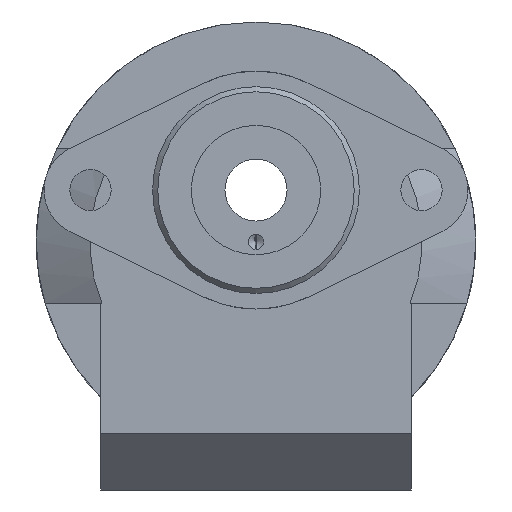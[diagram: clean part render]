
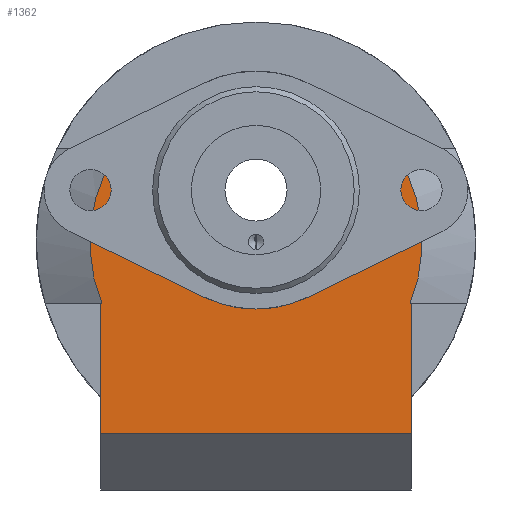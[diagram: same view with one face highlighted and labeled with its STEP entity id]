
A CAD part, left-side view. The second image highlights one B-rep face of the part: STEP entity #1362.
In plain terms, the highlighted planar face has unit normal (-1, 0, 0).
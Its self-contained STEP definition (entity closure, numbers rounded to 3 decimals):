
#52=LINE('',#2585,#103);
#53=LINE('',#2589,#104);
#54=LINE('',#2591,#105);
#55=LINE('',#2593,#106);
#56=LINE('',#2595,#107);
#57=LINE('',#2597,#108);
#58=LINE('',#2600,#109);
#103=VECTOR('',#1883,5.024);
#104=VECTOR('',#1886,0.219);
#105=VECTOR('',#1887,25.);
#106=VECTOR('',#1888,60.);
#107=VECTOR('',#1889,25.);
#108=VECTOR('',#1890,0.219);
#109=VECTOR('',#1893,5.024);
#147=PLANE('',#1533);
#345=FACE_OUTER_BOUND('',#491,.T.);
#491=EDGE_LOOP('',(#1133,#1134,#1135,#1136,#1137,#1138,#1139,#1140,#1141,
#1142));
#532=CIRCLE('',#1404,23.);
#593=CIRCLE('',#1534,32.108);
#594=CIRCLE('',#1535,32.108);
#642=VERTEX_POINT('',#2152);
#643=VERTEX_POINT('',#2154);
#727=VERTEX_POINT('',#2584);
#728=VERTEX_POINT('',#2586);
#729=VERTEX_POINT('',#2588);
#730=VERTEX_POINT('',#2590);
#731=VERTEX_POINT('',#2592);
#732=VERTEX_POINT('',#2594);
#733=VERTEX_POINT('',#2596);
#734=VERTEX_POINT('',#2598);
#773=EDGE_CURVE('',#643,#642,#532,.T.);
#870=EDGE_CURVE('',#642,#727,#52,.T.);
#871=EDGE_CURVE('',#727,#728,#593,.T.);
#872=EDGE_CURVE('',#729,#728,#53,.T.);
#873=EDGE_CURVE('',#730,#729,#54,.T.);
#874=EDGE_CURVE('',#731,#730,#55,.T.);
#875=EDGE_CURVE('',#732,#731,#56,.T.);
#876=EDGE_CURVE('',#733,#732,#57,.T.);
#877=EDGE_CURVE('',#733,#734,#594,.T.);
#878=EDGE_CURVE('',#734,#643,#58,.T.);
#1133=ORIENTED_EDGE('',*,*,#773,.T.);
#1134=ORIENTED_EDGE('',*,*,#870,.T.);
#1135=ORIENTED_EDGE('',*,*,#871,.T.);
#1136=ORIENTED_EDGE('',*,*,#872,.F.);
#1137=ORIENTED_EDGE('',*,*,#873,.F.);
#1138=ORIENTED_EDGE('',*,*,#874,.F.);
#1139=ORIENTED_EDGE('',*,*,#875,.F.);
#1140=ORIENTED_EDGE('',*,*,#876,.F.);
#1141=ORIENTED_EDGE('',*,*,#877,.T.);
#1142=ORIENTED_EDGE('',*,*,#878,.T.);
#1362=ADVANCED_FACE('',(#345),#147,.T.);
#1404=AXIS2_PLACEMENT_3D('',#2155,#1606,#1607);
#1533=AXIS2_PLACEMENT_3D('',#2583,#1881,#1882);
#1534=AXIS2_PLACEMENT_3D('',#2587,#1884,#1885);
#1535=AXIS2_PLACEMENT_3D('',#2599,#1891,#1892);
#1606=DIRECTION('center_axis',(1.,0.,0.));
#1607=DIRECTION('ref_axis',(0.,0.,1.));
#1881=DIRECTION('center_axis',(-1.,0.,0.));
#1882=DIRECTION('ref_axis',(0.,0.,1.));
#1883=DIRECTION('',(0.,1.,0.));
#1884=DIRECTION('center_axis',(-1.,0.,0.));
#1885=DIRECTION('ref_axis',(0.,0.,1.));
#1886=DIRECTION('',(0.,-1.,0.));
#1887=DIRECTION('',(0.,0.,1.));
#1888=DIRECTION('',(0.,1.,0.));
#1889=DIRECTION('',(0.,0.,-1.));
#1890=DIRECTION('',(0.,-1.,0.));
#1891=DIRECTION('center_axis',(-1.,0.,0.));
#1892=DIRECTION('ref_axis',(0.,0.,1.));
#1893=DIRECTION('',(0.,1.,0.));
#2152=CARTESIAN_POINT('',(-50.,21.564,18.));
#2154=CARTESIAN_POINT('',(-50.,-21.564,18.));
#2155=CARTESIAN_POINT('Origin',(-50.,0.,10.));
#2583=CARTESIAN_POINT('Origin',(-50.,0.,16.054));
#2584=CARTESIAN_POINT('',(-50.,26.588,18.));
#2585=CARTESIAN_POINT('',(-50.,0.,18.));
#2586=CARTESIAN_POINT('',(-50.,29.781,-12.));
#2587=CARTESIAN_POINT('Origin',(-50.,0.,0.));
#2588=CARTESIAN_POINT('',(-50.,30.,-12.));
#2589=CARTESIAN_POINT('',(-50.,15.,-12.));
#2590=CARTESIAN_POINT('',(-50.,30.,-37.));
#2591=CARTESIAN_POINT('',(-50.,30.,-39.));
#2592=CARTESIAN_POINT('',(-50.,-30.,-37.));
#2593=CARTESIAN_POINT('',(-50.,-15.,-37.));
#2594=CARTESIAN_POINT('',(-50.,-30.,-12.));
#2595=CARTESIAN_POINT('',(-50.,-30.,-21.));
#2596=CARTESIAN_POINT('',(-50.,-29.781,-12.));
#2597=CARTESIAN_POINT('',(-50.,15.,-12.));
#2598=CARTESIAN_POINT('',(-50.,-26.588,18.));
#2599=CARTESIAN_POINT('Origin',(-50.,0.,0.));
#2600=CARTESIAN_POINT('',(-50.,0.,18.));
